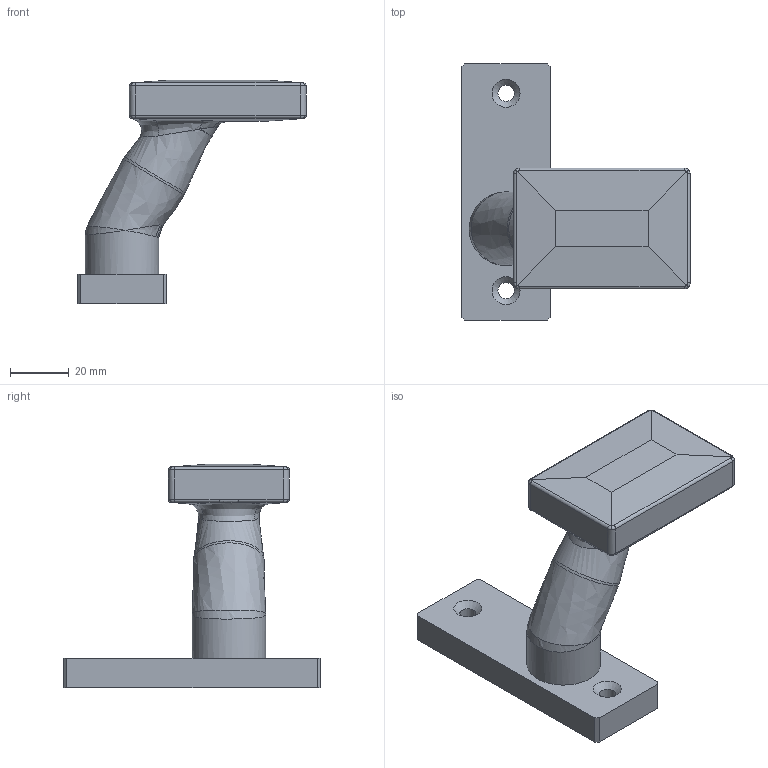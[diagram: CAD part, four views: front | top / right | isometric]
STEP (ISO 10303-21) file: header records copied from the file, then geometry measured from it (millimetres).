
FILE_DESCRIPTION (( 'STEP AP203' ), '1' );
FILE_NAME ('15743.STEP', '2022-05-18T13:17:11', ( '' ), ( '' ), 'SwSTEP 2.0', 'SolidWorks 2018', '' );
FILE_SCHEMA (( 'CONFIG_CONTROL_DESIGN' ));
Length unit declared in the file: millimetre
Products named in the file (5): 15743 Teil1_15743 Teil1; DIN 7991 Konfig_M8x20; 15743; 15743 Teil3_15743 Teil3; 15743 Teil2_15743 Teil2
Assembly tree (4 placements, depth 2):
  15743
    15743 Teil1_15743 Teil1
    15743 Teil2_15743 Teil2
    DIN 7991 Konfig_M8x20
    15743 Teil3_15743 Teil3
Bounding box: 77.5 x 87 x 76 mm (x, y, z)
Volume: 80605.6 mm3; surface area: 21740.3 mm2
Topology: 4 solids, 4 shells, 320 faces, 840 edges, 548 vertices
Faces by surface type: plane 166, bspline 118, cylinder 25, cone 7, torus 2, sphere 2
Full cylindrical faces by diameter (mm): 5.5 x2, 6.8 x1, 8 x1, 13 x1, 16 x1, 19.5 x1, 20 x1, 23.6 x1, 25 x1, 26 x1
Entity records: 15803 total; most frequent: CARTESIAN_POINT 8403, ORIENTED_EDGE 1624, DIRECTION 1023, EDGE_CURVE 812, VERTEX_POINT 541, LINE 497, VECTOR 497, EDGE_LOOP 369
